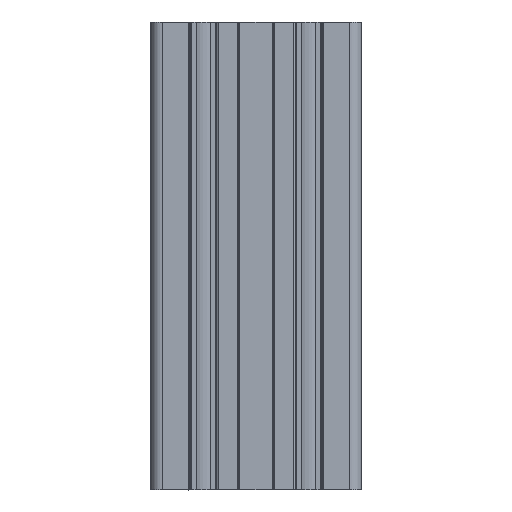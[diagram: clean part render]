
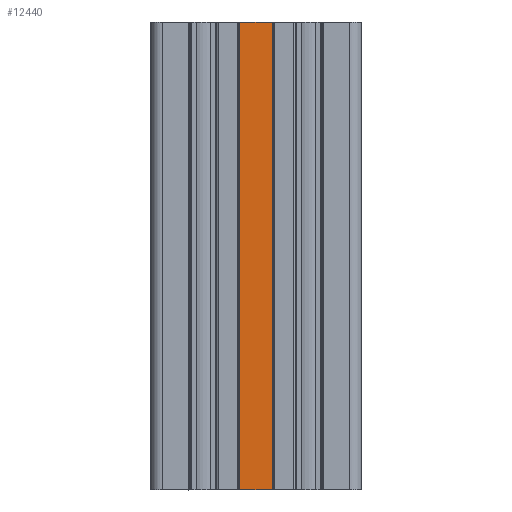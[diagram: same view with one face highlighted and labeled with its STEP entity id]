
A CAD part, top view. The second image highlights one B-rep face of the part: STEP entity #12440.
In plain terms, the highlighted planar face has unit normal (0, 0, 1).
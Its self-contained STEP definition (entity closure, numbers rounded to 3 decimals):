
#159=PLANE('',#13422);
#614=FACE_OUTER_BOUND('',#1256,.T.);
#1256=EDGE_LOOP('',(#9129,#9130,#9131,#9132));
#2177=LINE('',#19860,#3385);
#2178=LINE('',#19864,#3386);
#2179=LINE('',#19866,#3387);
#2180=LINE('',#19867,#3388);
#3385=VECTOR('',#15965,200.);
#3386=VECTOR('',#15970,14.);
#3387=VECTOR('',#15971,200.);
#3388=VECTOR('',#15972,14.);
#5357=VERTEX_POINT('',#19857);
#5358=VERTEX_POINT('',#19859);
#5359=VERTEX_POINT('',#19863);
#5360=VERTEX_POINT('',#19865);
#6922=EDGE_CURVE('',#5358,#5357,#2177,.T.);
#6924=EDGE_CURVE('',#5357,#5359,#2178,.T.);
#6925=EDGE_CURVE('',#5360,#5359,#2179,.T.);
#6926=EDGE_CURVE('',#5358,#5360,#2180,.T.);
#9129=ORIENTED_EDGE('',*,*,#6924,.T.);
#9130=ORIENTED_EDGE('',*,*,#6925,.F.);
#9131=ORIENTED_EDGE('',*,*,#6926,.F.);
#9132=ORIENTED_EDGE('',*,*,#6922,.T.);
#12440=ADVANCED_FACE('',(#614),#159,.T.);
#13422=AXIS2_PLACEMENT_3D('',#19862,#15968,#15969);
#15965=DIRECTION('',(0.,1.,0.));
#15968=DIRECTION('center_axis',(0.,0.,1.));
#15969=DIRECTION('ref_axis',(1.,0.,0.));
#15970=DIRECTION('',(-1.,0.,0.));
#15971=DIRECTION('',(0.,1.,0.));
#15972=DIRECTION('',(-1.,0.,0.));
#19857=CARTESIAN_POINT('',(7.,200.,44.));
#19859=CARTESIAN_POINT('',(7.,0.,44.));
#19860=CARTESIAN_POINT('',(7.,0.,44.));
#19862=CARTESIAN_POINT('Origin',(-7.,0.,44.));
#19863=CARTESIAN_POINT('',(-7.,200.,44.));
#19864=CARTESIAN_POINT('',(-3.5,200.,44.));
#19865=CARTESIAN_POINT('',(-7.,0.,44.));
#19866=CARTESIAN_POINT('',(-7.,0.,44.));
#19867=CARTESIAN_POINT('',(-3.5,0.,44.));
